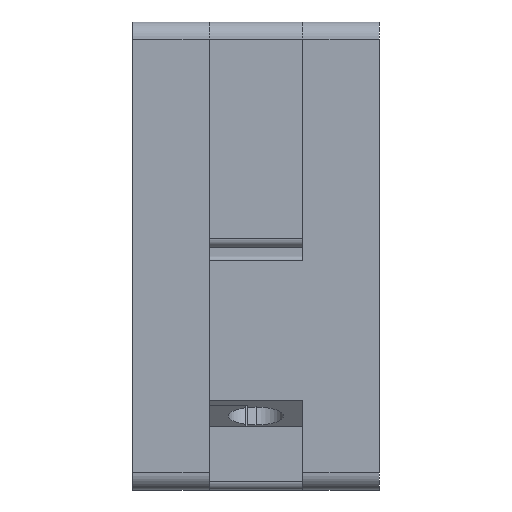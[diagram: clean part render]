
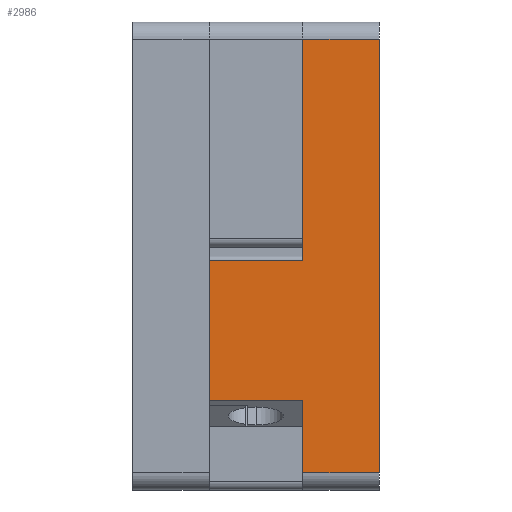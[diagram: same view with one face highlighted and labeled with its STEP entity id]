
A CAD part, left-side view. The second image highlights one B-rep face of the part: STEP entity #2986.
In plain terms, the highlighted planar face has unit normal (-1, 0, 0).
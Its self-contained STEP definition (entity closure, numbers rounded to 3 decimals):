
#124=PLANE('',#3226);
#254=FACE_OUTER_BOUND('',#443,.T.);
#443=EDGE_LOOP('',(#2377,#2378,#2379,#2380,#2381,#2382,#2383,#2384));
#603=LINE('',#4433,#905);
#696=LINE('',#4676,#998);
#700=LINE('',#4686,#1002);
#704=LINE('',#4703,#1006);
#716=LINE('',#4728,#1018);
#724=LINE('',#4748,#1026);
#725=LINE('',#4751,#1027);
#726=LINE('',#4752,#1028);
#905=VECTOR('',#3511,10.);
#998=VECTOR('',#3736,10.);
#1002=VECTOR('',#3746,10.);
#1006=VECTOR('',#3762,10.);
#1018=VECTOR('',#3788,10.);
#1026=VECTOR('',#3812,10.);
#1027=VECTOR('',#3815,10.);
#1028=VECTOR('',#3816,10.);
#1329=VERTEX_POINT('',#4430);
#1330=VERTEX_POINT('',#4432);
#1414=VERTEX_POINT('',#4675);
#1417=VERTEX_POINT('',#4685);
#1423=VERTEX_POINT('',#4699);
#1429=VERTEX_POINT('',#4725);
#1430=VERTEX_POINT('',#4727);
#1435=VERTEX_POINT('',#4750);
#1632=EDGE_CURVE('',#1329,#1330,#603,.T.);
#1748=EDGE_CURVE('',#1330,#1414,#696,.T.);
#1753=EDGE_CURVE('',#1414,#1417,#700,.T.);
#1762=EDGE_CURVE('',#1417,#1423,#704,.T.);
#1775=EDGE_CURVE('',#1429,#1430,#716,.T.);
#1786=EDGE_CURVE('',#1430,#1329,#724,.T.);
#1787=EDGE_CURVE('',#1435,#1429,#725,.T.);
#1788=EDGE_CURVE('',#1423,#1435,#726,.T.);
#2377=ORIENTED_EDGE('',*,*,#1748,.F.);
#2378=ORIENTED_EDGE('',*,*,#1632,.F.);
#2379=ORIENTED_EDGE('',*,*,#1786,.F.);
#2380=ORIENTED_EDGE('',*,*,#1775,.F.);
#2381=ORIENTED_EDGE('',*,*,#1787,.F.);
#2382=ORIENTED_EDGE('',*,*,#1788,.F.);
#2383=ORIENTED_EDGE('',*,*,#1762,.F.);
#2384=ORIENTED_EDGE('',*,*,#1753,.F.);
#2986=ADVANCED_FACE('',(#254),#124,.T.);
#3226=AXIS2_PLACEMENT_3D('',#4749,#3813,#3814);
#3511=DIRECTION('',(0.,0.,1.));
#3736=DIRECTION('',(0.,-1.,0.));
#3746=DIRECTION('',(0.,0.,-1.));
#3762=DIRECTION('',(0.,1.,0.));
#3788=DIRECTION('',(0.,0.,1.));
#3812=DIRECTION('',(0.,-1.,0.));
#3813=DIRECTION('center_axis',(-1.,0.,0.));
#3814=DIRECTION('ref_axis',(0.,0.,1.));
#3815=DIRECTION('',(0.,1.,0.));
#3816=DIRECTION('',(0.,0.,1.));
#4430=CARTESIAN_POINT('',(-27.5,9.,-0.5));
#4432=CARTESIAN_POINT('',(-27.5,9.,25.5));
#4433=CARTESIAN_POINT('',(-27.5,9.,27.5));
#4675=CARTESIAN_POINT('',(-27.5,0.,25.5));
#4676=CARTESIAN_POINT('',(-27.5,0.,25.5));
#4685=CARTESIAN_POINT('',(-27.5,0.,-25.5));
#4686=CARTESIAN_POINT('',(-27.5,0.,27.5));
#4699=CARTESIAN_POINT('',(-27.5,9.,-25.5));
#4703=CARTESIAN_POINT('',(-27.5,0.,-25.5));
#4725=CARTESIAN_POINT('',(-27.5,20.,-17.));
#4727=CARTESIAN_POINT('',(-27.5,20.,-0.5));
#4728=CARTESIAN_POINT('',(-27.5,20.,-27.5));
#4748=CARTESIAN_POINT('',(-27.5,4.5,-0.5));
#4749=CARTESIAN_POINT('Origin',(-27.5,0.,-27.5));
#4750=CARTESIAN_POINT('',(-27.5,9.,-17.));
#4751=CARTESIAN_POINT('',(-27.5,9.,-17.));
#4752=CARTESIAN_POINT('',(-27.5,9.,27.5));
